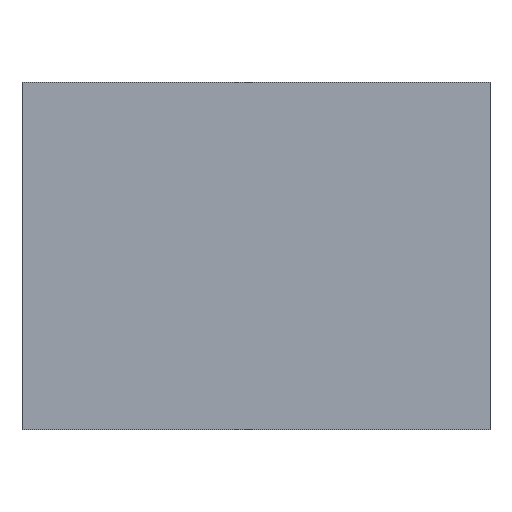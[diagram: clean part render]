
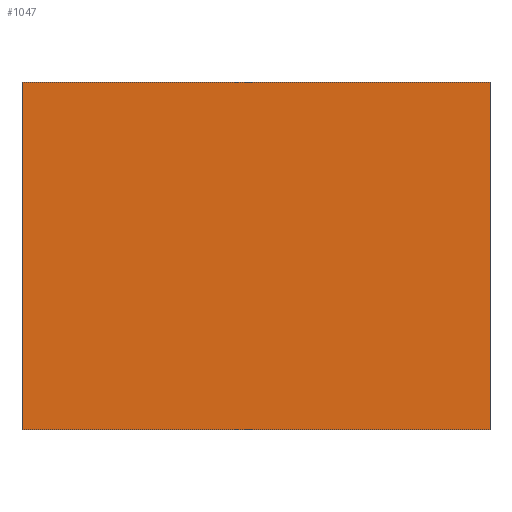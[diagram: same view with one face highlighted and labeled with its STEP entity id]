
A CAD part, top view. The second image highlights one B-rep face of the part: STEP entity #1047.
In plain terms, the highlighted planar face has unit normal (0, 0, 1).
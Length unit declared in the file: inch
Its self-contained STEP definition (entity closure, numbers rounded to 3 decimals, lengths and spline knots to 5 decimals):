
#51=FACE_OUTER_BOUND('',#105,.T.);
#105=EDGE_LOOP('',(#825,#826,#827,#828));
#153=LINE('',#1448,#299);
#222=LINE('',#1601,#368);
#223=LINE('',#1603,#369);
#224=LINE('',#1604,#370);
#299=VECTOR('',#1173,0.3937);
#368=VECTOR('',#1294,0.3937);
#369=VECTOR('',#1295,0.3937);
#370=VECTOR('',#1296,0.3937);
#443=VERTEX_POINT('',#1445);
#444=VERTEX_POINT('',#1447);
#487=VERTEX_POINT('',#1600);
#488=VERTEX_POINT('',#1602);
#537=EDGE_CURVE('',#443,#444,#153,.T.);
#608=EDGE_CURVE('',#443,#487,#222,.T.);
#609=EDGE_CURVE('',#487,#488,#223,.T.);
#610=EDGE_CURVE('',#444,#488,#224,.T.);
#825=ORIENTED_EDGE('',*,*,#608,.T.);
#826=ORIENTED_EDGE('',*,*,#609,.T.);
#827=ORIENTED_EDGE('',*,*,#610,.F.);
#828=ORIENTED_EDGE('',*,*,#537,.F.);
#994=PLANE('',#1116);
#1047=ADVANCED_FACE('',(#51),#994,.T.);
#1116=AXIS2_PLACEMENT_3D('',#1599,#1292,#1293);
#1173=DIRECTION('',(0.,1.,0.));
#1292=DIRECTION('center_axis',(0.,0.,1.));
#1293=DIRECTION('ref_axis',(1.,0.,0.));
#1294=DIRECTION('',(1.,0.,0.));
#1295=DIRECTION('',(0.,1.,0.));
#1296=DIRECTION('',(1.,0.,0.));
#1445=CARTESIAN_POINT('',(-3.8033,-1.5,1.2));
#1447=CARTESIAN_POINT('',(-3.8033,3.,1.2));
#1448=CARTESIAN_POINT('',(-3.8033,-1.5,1.2));
#1599=CARTESIAN_POINT('Origin',(0.0133,0.75,1.2));
#1600=CARTESIAN_POINT('',(2.2633,-1.5,1.2));
#1601=CARTESIAN_POINT('',(-2.2367,-1.5,1.2));
#1602=CARTESIAN_POINT('',(2.2633,3.,1.2));
#1603=CARTESIAN_POINT('',(2.2633,-1.5,1.2));
#1604=CARTESIAN_POINT('',(-3.8033,3.,1.2));
